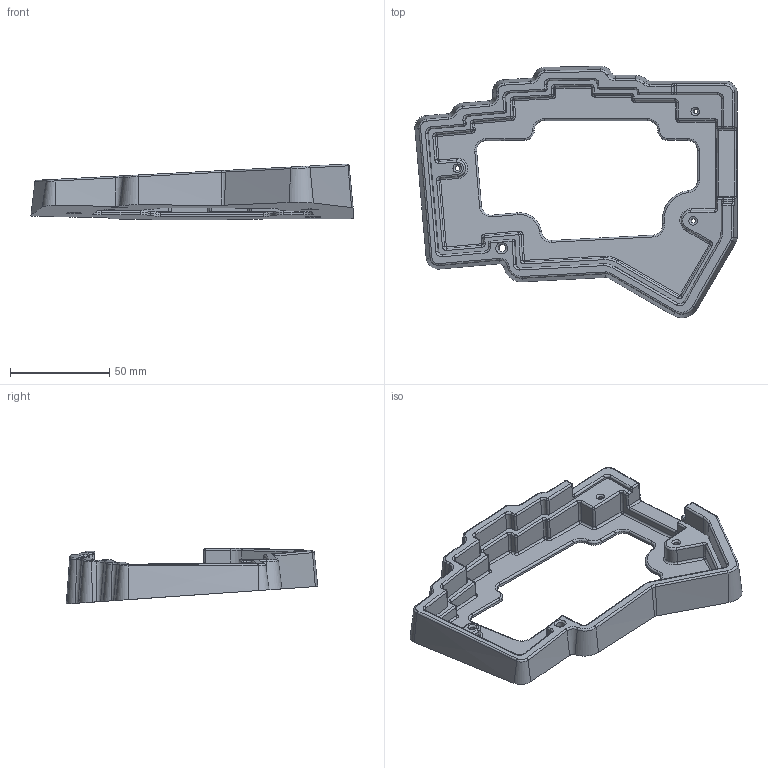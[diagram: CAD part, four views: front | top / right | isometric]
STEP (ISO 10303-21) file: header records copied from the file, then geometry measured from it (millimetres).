
FILE_DESCRIPTION(('FreeCAD Model'),'2;1');
FILE_NAME('Open CASCADE Shape Model','2024-03-21T00:28:27',(''),(''), 'Open CASCADE STEP processor 7.6','FreeCAD','Unknown');
FILE_SCHEMA(('AUTOMOTIVE_DESIGN { 1 0 10303 214 1 1 1 1 }'));
Products named in the file (1): Body
Bounding box: 162.39 x 126.73 x 28.17 mm (x, y, z)
Volume: 85616.6 mm3; surface area: 38097.1 mm2
Topology: 1 solids, 1 shells, 411 faces, 984 edges, 550 vertices
Faces by surface type: cylinder 164, bspline 111, plane 65, torus 50, revolution 15, sphere 6
Full cylindrical faces by diameter (mm): 2.42 x3, 4 x1
Entity records: 41166 total; most frequent: CARTESIAN_POINT 22802, DIRECTION 3228, ORIENTED_EDGE 1918, PCURVE 1918, DEFINITIONAL_REPRESENTATION 1918, LINE 1888, VECTOR 1888, EDGE_CURVE 959
